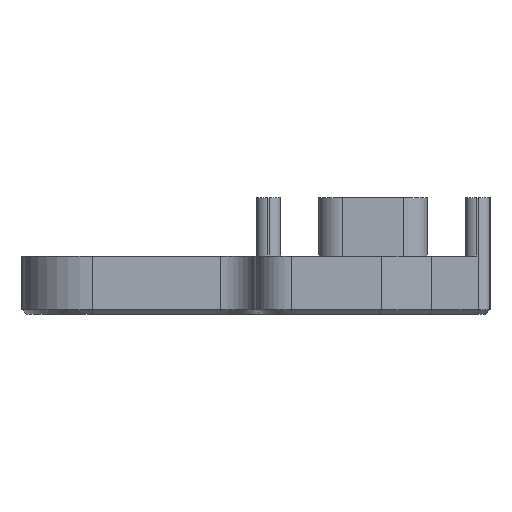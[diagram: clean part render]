
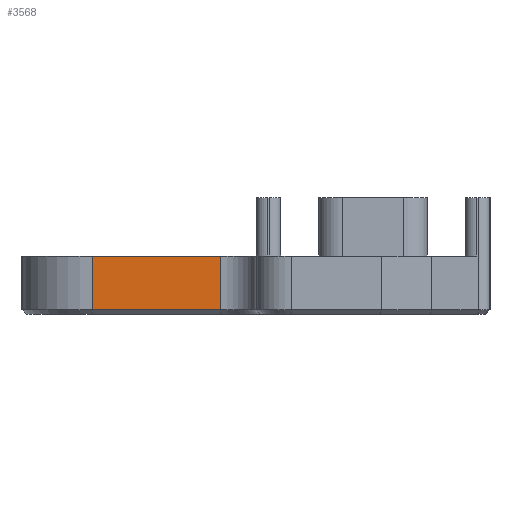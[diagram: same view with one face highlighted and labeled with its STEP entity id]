
A CAD part, front view. The second image highlights one B-rep face of the part: STEP entity #3568.
In plain terms, the highlighted planar face has unit normal (0, -1, 0).
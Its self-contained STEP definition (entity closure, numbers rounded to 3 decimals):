
#482=FACE_OUTER_BOUND('',#699,.T.);
#699=EDGE_LOOP('',(#3094,#3095,#3096,#3097));
#1017=LINE('',#5943,#1367);
#1024=LINE('',#5963,#1374);
#1025=LINE('',#5966,#1375);
#1026=LINE('',#5967,#1376);
#1367=VECTOR('',#4884,10.);
#1374=VECTOR('',#4907,10.);
#1375=VECTOR('',#4910,10.);
#1376=VECTOR('',#4911,10.);
#1698=VERTEX_POINT('',#5933);
#1700=VERTEX_POINT('',#5941);
#1705=VERTEX_POINT('',#5961);
#1706=VERTEX_POINT('',#5965);
#2173=EDGE_CURVE('',#1698,#1700,#1017,.T.);
#2183=EDGE_CURVE('',#1700,#1705,#1024,.T.);
#2184=EDGE_CURVE('',#1705,#1706,#1025,.T.);
#2185=EDGE_CURVE('',#1706,#1698,#1026,.T.);
#3094=ORIENTED_EDGE('',*,*,#2173,.T.);
#3095=ORIENTED_EDGE('',*,*,#2183,.T.);
#3096=ORIENTED_EDGE('',*,*,#2184,.T.);
#3097=ORIENTED_EDGE('',*,*,#2185,.T.);
#3385=PLANE('',#3947);
#3568=ADVANCED_FACE('',(#482),#3385,.F.);
#3947=AXIS2_PLACEMENT_3D('',#5964,#4908,#4909);
#4884=DIRECTION('',(1.,0.,0.));
#4907=DIRECTION('',(0.,0.,1.));
#4908=DIRECTION('center_axis',(0.,1.,0.));
#4909=DIRECTION('ref_axis',(1.,0.,0.));
#4910=DIRECTION('',(-1.,0.,0.));
#4911=DIRECTION('',(0.,0.,-1.));
#5933=CARTESIAN_POINT('',(6.,-344.,-4.6));
#5941=CARTESIAN_POINT('',(17.,-344.,-4.6));
#5943=CARTESIAN_POINT('',(14.825,-344.,-4.6));
#5961=CARTESIAN_POINT('',(17.,-344.,0.));
#5963=CARTESIAN_POINT('',(17.,-344.,0.));
#5964=CARTESIAN_POINT('Origin',(0.,-344.,0.));
#5965=CARTESIAN_POINT('',(6.,-344.,0.));
#5966=CARTESIAN_POINT('',(20.,-344.,0.));
#5967=CARTESIAN_POINT('',(6.,-344.,0.));
